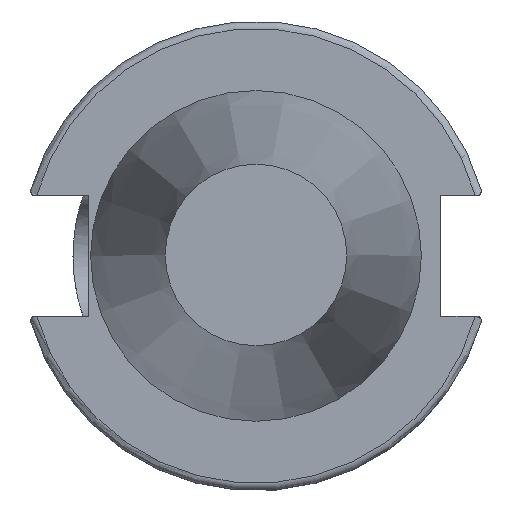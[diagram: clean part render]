
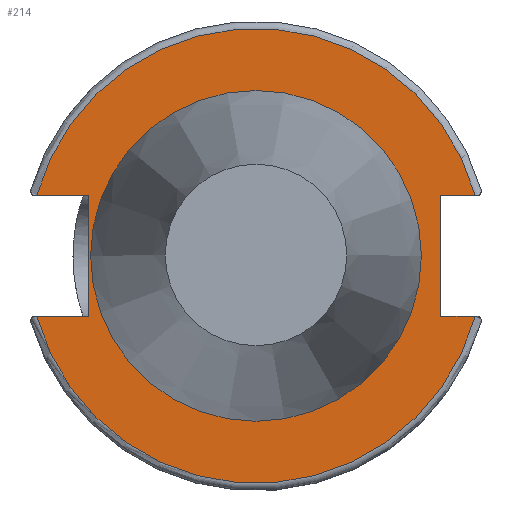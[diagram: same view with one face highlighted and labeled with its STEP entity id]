
A CAD part, top view. The second image highlights one B-rep face of the part: STEP entity #214.
In plain terms, the highlighted planar face has unit normal (0, 0, 1).
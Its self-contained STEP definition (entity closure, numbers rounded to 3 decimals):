
#107=FACE_BOUND('',#345,.T.);
#108=FACE_BOUND('',#346,.T.);
#161=CIRCLE('',#1083,22.371);
#162=CIRCLE('',#1086,30.75);
#163=CIRCLE('',#1087,30.75);
#214=ADVANCED_FACE('',(#107,#108),#278,.T.);
#278=PLANE('',#1088);
#345=EDGE_LOOP('',(#536));
#346=EDGE_LOOP('',(#537,#538,#539,#540,#541,#542,#543,#544));
#433=LINE('',#1503,#479);
#436=LINE('',#1523,#482);
#437=LINE('',#1527,#483);
#438=LINE('',#1529,#484);
#439=LINE('',#1531,#485);
#440=LINE('',#1535,#486);
#479=VECTOR('',#1204,1.);
#482=VECTOR('',#1227,1.);
#483=VECTOR('',#1230,1.);
#484=VECTOR('',#1231,1.);
#485=VECTOR('',#1232,1.);
#486=VECTOR('',#1235,1.);
#536=ORIENTED_EDGE('',*,*,#899,.F.);
#537=ORIENTED_EDGE('',*,*,#892,.T.);
#538=ORIENTED_EDGE('',*,*,#900,.T.);
#539=ORIENTED_EDGE('',*,*,#901,.F.);
#540=ORIENTED_EDGE('',*,*,#902,.T.);
#541=ORIENTED_EDGE('',*,*,#903,.T.);
#542=ORIENTED_EDGE('',*,*,#904,.T.);
#543=ORIENTED_EDGE('',*,*,#905,.F.);
#544=ORIENTED_EDGE('',*,*,#906,.T.);
#794=VERTEX_POINT('',#1502);
#795=VERTEX_POINT('',#1504);
#801=VERTEX_POINT('',#1520);
#802=VERTEX_POINT('',#1524);
#803=VERTEX_POINT('',#1526);
#804=VERTEX_POINT('',#1528);
#805=VERTEX_POINT('',#1530);
#806=VERTEX_POINT('',#1532);
#807=VERTEX_POINT('',#1534);
#892=EDGE_CURVE('',#795,#794,#433,.T.);
#899=EDGE_CURVE('',#801,#801,#161,.T.);
#900=EDGE_CURVE('',#794,#802,#436,.T.);
#901=EDGE_CURVE('',#803,#802,#162,.T.);
#902=EDGE_CURVE('',#803,#804,#437,.T.);
#903=EDGE_CURVE('',#804,#805,#438,.T.);
#904=EDGE_CURVE('',#805,#806,#439,.T.);
#905=EDGE_CURVE('',#807,#806,#163,.T.);
#906=EDGE_CURVE('',#807,#795,#440,.T.);
#1083=AXIS2_PLACEMENT_3D('',#1519,#1221,#1222);
#1086=AXIS2_PLACEMENT_3D('',#1525,#1228,#1229);
#1087=AXIS2_PLACEMENT_3D('',#1533,#1233,#1234);
#1088=AXIS2_PLACEMENT_3D('',#1536,#1236,#1237);
#1204=DIRECTION('',(0.,1.,0.));
#1221=DIRECTION('',(0.,0.,1.));
#1222=DIRECTION('',(1.,0.,0.));
#1227=DIRECTION('',(1.,0.,0.));
#1228=DIRECTION('',(0.,0.,-1.));
#1229=DIRECTION('',(0.,1.,0.));
#1230=DIRECTION('',(1.,0.,0.));
#1231=DIRECTION('',(0.,-1.,0.));
#1232=DIRECTION('',(-1.,0.,0.));
#1233=DIRECTION('',(0.,0.,-1.));
#1234=DIRECTION('',(0.,-1.,0.));
#1235=DIRECTION('',(-1.,0.,0.));
#1236=DIRECTION('',(0.,0.,1.));
#1237=DIRECTION('',(-1.,0.,0.));
#1502=CARTESIAN_POINT('',(25.,8.19,-1.));
#1503=CARTESIAN_POINT('',(25.,15.875,-1.));
#1504=CARTESIAN_POINT('',(25.,-8.19,-1.));
#1519=CARTESIAN_POINT('',(0.,0.,-1.));
#1520=CARTESIAN_POINT('',(22.371,0.,-1.));
#1523=CARTESIAN_POINT('',(12.5,8.19,-1.));
#1524=CARTESIAN_POINT('',(29.639,8.19,-1.));
#1525=CARTESIAN_POINT('',(0.,0.,-1.));
#1526=CARTESIAN_POINT('',(-29.639,8.19,-1.));
#1527=CARTESIAN_POINT('',(-11.3,8.19,-1.));
#1528=CARTESIAN_POINT('',(-22.6,8.19,-1.));
#1529=CARTESIAN_POINT('',(-22.6,15.875,-1.));
#1530=CARTESIAN_POINT('',(-22.6,-8.19,-1.));
#1531=CARTESIAN_POINT('',(-11.3,-8.19,-1.));
#1532=CARTESIAN_POINT('',(-29.639,-8.19,-1.));
#1533=CARTESIAN_POINT('',(0.,0.,-1.));
#1534=CARTESIAN_POINT('',(29.639,-8.19,-1.));
#1535=CARTESIAN_POINT('',(12.5,-8.19,-1.));
#1536=CARTESIAN_POINT('',(0.,31.75,-1.));
